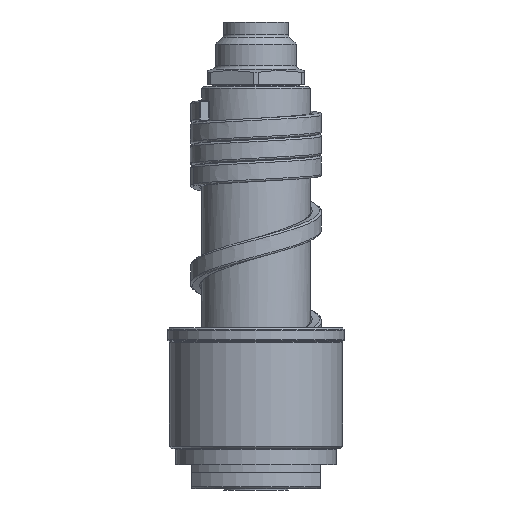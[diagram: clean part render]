
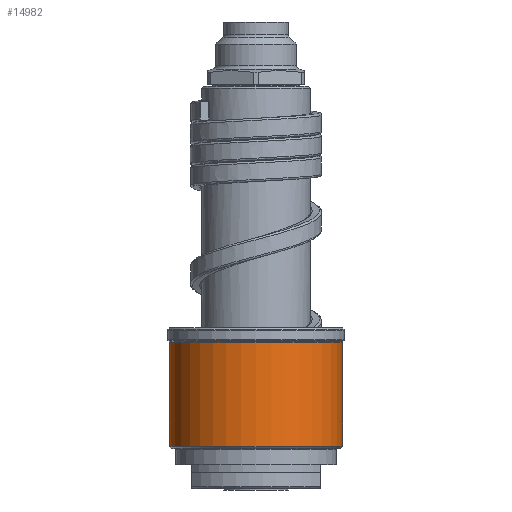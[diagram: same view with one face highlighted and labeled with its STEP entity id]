
A CAD part, front view. The second image highlights one B-rep face of the part: STEP entity #14982.
In plain terms, the highlighted cylindrical face has radius 21.5 mm (diameter 43 mm), a partial arc.
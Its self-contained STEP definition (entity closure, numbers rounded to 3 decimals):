
#5795=CARTESIAN_POINT('',(0.,0.,10.583));
#5796=DIRECTION('',(0.,0.,1.));
#5797=DIRECTION('',(-1.,0.,0.));
#5798=AXIS2_PLACEMENT_3D('',#5795,#5796,#5797);
#5800=DIRECTION('',(0.,0.,-1.));
#5801=VECTOR('',#5800,25.834);
#5802=CARTESIAN_POINT('',(-21.5,0.,36.417));
#5803=LINE('',#5802,#5801);
#5804=CARTESIAN_POINT('',(0.,0.,36.417));
#5805=DIRECTION('',(0.,0.,1.));
#5806=DIRECTION('',(-1.,0.,0.));
#5807=AXIS2_PLACEMENT_3D('',#5804,#5805,#5806);
#5809=DIRECTION('',(0.,0.,-1.));
#5810=VECTOR('',#5809,25.834);
#5811=CARTESIAN_POINT('',(21.5,0.,36.417));
#5812=LINE('',#5811,#5810);
#6153=CARTESIAN_POINT('',(21.5,0.,36.417));
#6154=CARTESIAN_POINT('',(-21.5,0.,36.417));
#6155=VERTEX_POINT('',#6153);
#6156=VERTEX_POINT('',#6154);
#6179=CARTESIAN_POINT('',(21.5,0.,10.583));
#6180=VERTEX_POINT('',#6179);
#6181=CARTESIAN_POINT('',(-21.5,0.,10.583));
#6182=VERTEX_POINT('',#6181);
#14970=CARTESIAN_POINT('',(0.,0.,8.5));
#14971=DIRECTION('',(0.,0.,1.));
#14972=DIRECTION('',(-1.,0.,0.));
#14973=AXIS2_PLACEMENT_3D('',#14970,#14971,#14972);
#14974=CYLINDRICAL_SURFACE('',#14973,21.5);
#14975=ORIENTED_EDGE('',*,*,#12949,.F.);
#14976=ORIENTED_EDGE('',*,*,#12930,.F.);
#14978=ORIENTED_EDGE('',*,*,#14977,.T.);
#14979=ORIENTED_EDGE('',*,*,#12926,.T.);
#14980=EDGE_LOOP('',(#14975,#14976,#14978,#14979));
#14981=FACE_OUTER_BOUND('',#14980,.F.);
#5799=CIRCLE('',#5798,21.5);
#5808=CIRCLE('',#5807,21.5);
#12926=EDGE_CURVE('',#6155,#6180,#5812,.T.);
#12930=EDGE_CURVE('',#6156,#6182,#5803,.T.);
#12949=EDGE_CURVE('',#6182,#6180,#5799,.T.);
#14977=EDGE_CURVE('',#6156,#6155,#5808,.T.);
#14982=ADVANCED_FACE('',(#14981),#14974,.T.);
